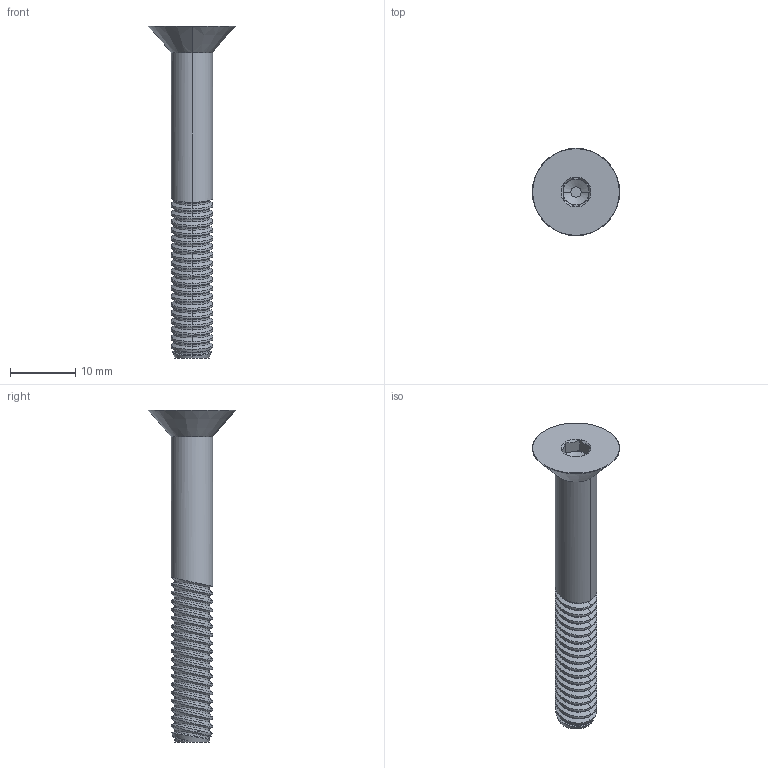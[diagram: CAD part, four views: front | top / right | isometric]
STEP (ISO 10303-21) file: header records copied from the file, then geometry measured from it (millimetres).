
FILE_DESCRIPTION (( 'STEP AP203' ), '1' );
FILE_NAME ('91253A550.step', '2004-03-29T13:55:03', ( 'McMaster' ), ( 'McMaster' ), 'SwSTEP 2.0', 'SolidWorks 2003314', '' );
FILE_SCHEMA (( 'CONFIG_CONTROL_DESIGN' ));
Length unit declared in the file: inch
Products named in the file (1): 91253A550
Bounding box: 13.37 x 13.37 x 50.8 mm (x, y, z)
Volume: 1657.3 mm3; surface area: 1454.6 mm2
Topology: 1 solids, 1 shells, 189 faces, 382 edges, 197 vertices
Faces by surface type: cone 94, cylinder 77, plane 16, torus 2
Entity records: 7144 total; most frequent: CARTESIAN_POINT 3318, DIRECTION 779, ORIENTED_EDGE 764, EDGE_CURVE 382, AXIS2_PLACEMENT_3D 300, VERTEX_POINT 197, EDGE_LOOP 191, ADVANCED_FACE 189
